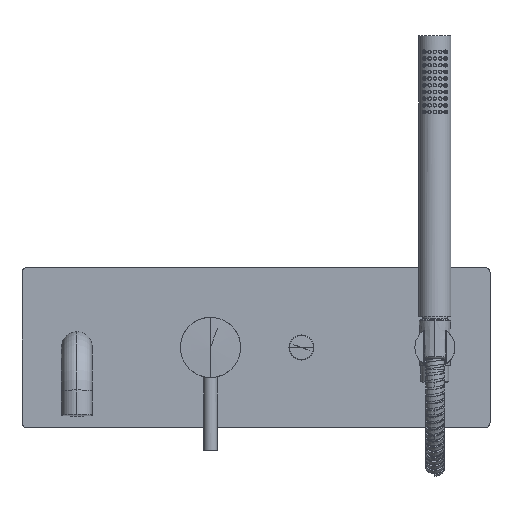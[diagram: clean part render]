
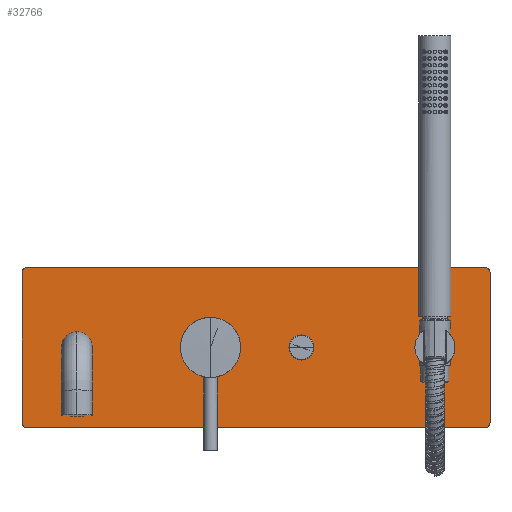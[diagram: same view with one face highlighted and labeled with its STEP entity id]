
A CAD part, top view. The second image highlights one B-rep face of the part: STEP entity #32766.
In plain terms, the highlighted planar face has unit normal (0, 0, 1).
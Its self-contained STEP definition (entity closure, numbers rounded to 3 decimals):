
#19753=CARTESIAN_POINT('',(-137.,-56.,46.));
#19754=DIRECTION('',(0.,0.,1.));
#19755=DIRECTION('',(-1.,0.,0.));
#19756=AXIS2_PLACEMENT_3D('',#19753,#19754,#19755);
#19758=DIRECTION('',(0.,-1.,0.));
#19759=VECTOR('',#19758,112.);
#19760=CARTESIAN_POINT('',(-141.,56.,46.));
#19761=LINE('',#19760,#19759);
#19762=CARTESIAN_POINT('',(-137.,56.,46.));
#19763=DIRECTION('',(0.,0.,1.));
#19764=DIRECTION('',(0.,1.,0.));
#19765=AXIS2_PLACEMENT_3D('',#19762,#19763,#19764);
#19767=DIRECTION('',(-1.,0.,0.));
#19768=VECTOR('',#19767,342.);
#19769=CARTESIAN_POINT('',(205.,60.,46.));
#19770=LINE('',#19769,#19768);
#19771=CARTESIAN_POINT('',(205.,56.,46.));
#19772=DIRECTION('',(0.,0.,1.));
#19773=DIRECTION('',(1.,0.,0.));
#19774=AXIS2_PLACEMENT_3D('',#19771,#19772,#19773);
#19776=DIRECTION('',(0.,1.,0.));
#19777=VECTOR('',#19776,112.);
#19778=CARTESIAN_POINT('',(209.,-56.,46.));
#19779=LINE('',#19778,#19777);
#19780=CARTESIAN_POINT('',(205.,-56.,46.));
#19781=DIRECTION('',(0.,0.,1.));
#19782=DIRECTION('',(0.,-1.,0.));
#19783=AXIS2_PLACEMENT_3D('',#19780,#19781,#19782);
#19785=DIRECTION('',(1.,0.,0.));
#19786=VECTOR('',#19785,342.);
#19787=CARTESIAN_POINT('',(-137.,-60.,46.));
#19788=LINE('',#19787,#19786);
#19789=CARTESIAN_POINT('',(167.8,0.,46.));
#19790=DIRECTION('',(0.,0.,-1.));
#19791=DIRECTION('',(1.,0.,0.));
#19792=AXIS2_PLACEMENT_3D('',#19789,#19790,#19791);
#19794=CARTESIAN_POINT('',(167.8,0.,46.));
#19795=DIRECTION('',(0.,0.,-1.));
#19796=DIRECTION('',(-1.,0.,0.));
#19797=AXIS2_PLACEMENT_3D('',#19794,#19795,#19796);
#19799=CARTESIAN_POINT('',(-100.,0.,46.));
#19800=DIRECTION('',(0.,0.,1.));
#19801=DIRECTION('',(0.,-1.,0.));
#19802=AXIS2_PLACEMENT_3D('',#19799,#19800,#19801);
#19804=CARTESIAN_POINT('',(-100.,0.,46.));
#19805=DIRECTION('',(0.,0.,1.));
#19806=DIRECTION('',(0.,1.,0.));
#19807=AXIS2_PLACEMENT_3D('',#19804,#19805,#19806);
#19877=CARTESIAN_POINT('',(68.,0.,46.));
#19878=DIRECTION('',(0.,0.,-1.));
#19879=DIRECTION('',(-1.,0.,0.));
#19880=AXIS2_PLACEMENT_3D('',#19877,#19878,#19879);
#19882=CARTESIAN_POINT('',(68.,0.,46.));
#19883=DIRECTION('',(0.,0.,-1.));
#19884=DIRECTION('',(1.,0.,0.));
#19885=AXIS2_PLACEMENT_3D('',#19882,#19883,#19884);
#20009=CARTESIAN_POINT('',(0.,0.,46.));
#20010=DIRECTION('',(0.,0.,-1.));
#20011=DIRECTION('',(-1.,0.,0.));
#20012=AXIS2_PLACEMENT_3D('',#20009,#20010,#20011);
#20019=CARTESIAN_POINT('',(0.,0.,46.));
#20020=DIRECTION('',(0.,0.,-1.));
#20021=DIRECTION('',(1.,0.,0.));
#20022=AXIS2_PLACEMENT_3D('',#20019,#20020,#20021);
#21442=CARTESIAN_POINT('',(-141.,-56.,46.));
#21443=VERTEX_POINT('',#21442);
#21444=CARTESIAN_POINT('',(-137.,-60.,46.));
#21445=VERTEX_POINT('',#21444);
#21450=CARTESIAN_POINT('',(-137.,60.,46.));
#21451=VERTEX_POINT('',#21450);
#21452=CARTESIAN_POINT('',(-141.,56.,46.));
#21453=VERTEX_POINT('',#21452);
#21458=CARTESIAN_POINT('',(209.,56.,46.));
#21459=VERTEX_POINT('',#21458);
#21460=CARTESIAN_POINT('',(205.,60.,46.));
#21461=VERTEX_POINT('',#21460);
#21466=CARTESIAN_POINT('',(205.,-60.,46.));
#21467=VERTEX_POINT('',#21466);
#21468=CARTESIAN_POINT('',(209.,-56.,46.));
#21469=VERTEX_POINT('',#21468);
#21486=CARTESIAN_POINT('',(182.8,0.,46.));
#21487=CARTESIAN_POINT('',(152.8,0.,46.));
#21488=VERTEX_POINT('',#21486);
#21489=VERTEX_POINT('',#21487);
#21909=CARTESIAN_POINT('',(-100.,-11.5,46.));
#21910=CARTESIAN_POINT('',(-100.,11.5,46.));
#21911=VERTEX_POINT('',#21909);
#21912=VERTEX_POINT('',#21910);
#21929=CARTESIAN_POINT('',(-22.4,0.,46.));
#21930=CARTESIAN_POINT('',(22.4,0.,46.));
#21931=VERTEX_POINT('',#21929);
#21932=VERTEX_POINT('',#21930);
#21933=CARTESIAN_POINT('',(58.65,0.,46.));
#21934=CARTESIAN_POINT('',(77.35,0.,46.));
#21935=VERTEX_POINT('',#21933);
#21936=VERTEX_POINT('',#21934);
#32721=CARTESIAN_POINT('',(34.,0.,46.));
#32722=DIRECTION('',(0.,0.,1.));
#32723=DIRECTION('',(0.,1.,0.));
#32724=AXIS2_PLACEMENT_3D('',#32721,#32722,#32723);
#32725=PLANE('',#32724);
#32727=ORIENTED_EDGE('',*,*,#32726,.F.);
#32729=ORIENTED_EDGE('',*,*,#32728,.F.);
#32731=ORIENTED_EDGE('',*,*,#32730,.F.);
#32733=ORIENTED_EDGE('',*,*,#32732,.F.);
#32735=ORIENTED_EDGE('',*,*,#32734,.F.);
#32737=ORIENTED_EDGE('',*,*,#32736,.F.);
#32739=ORIENTED_EDGE('',*,*,#32738,.F.);
#32741=ORIENTED_EDGE('',*,*,#32740,.F.);
#32742=EDGE_LOOP('',(#32727,#32729,#32731,#32733,#32735,#32737,#32739,#32741));
#32743=FACE_OUTER_BOUND('',#32742,.F.);
#32745=ORIENTED_EDGE('',*,*,#32744,.F.);
#32747=ORIENTED_EDGE('',*,*,#32746,.F.);
#32748=EDGE_LOOP('',(#32745,#32747));
#32749=FACE_BOUND('',#32748,.F.);
#32751=ORIENTED_EDGE('',*,*,#32750,.F.);
#32753=ORIENTED_EDGE('',*,*,#32752,.F.);
#32754=EDGE_LOOP('',(#32751,#32753));
#32755=FACE_BOUND('',#32754,.F.);
#32756=ORIENTED_EDGE('',*,*,#32614,.F.);
#32757=ORIENTED_EDGE('',*,*,#22544,.F.);
#32758=EDGE_LOOP('',(#32756,#32757));
#32759=FACE_BOUND('',#32758,.F.);
#32761=ORIENTED_EDGE('',*,*,#32760,.T.);
#32763=ORIENTED_EDGE('',*,*,#32762,.T.);
#32764=EDGE_LOOP('',(#32761,#32763));
#32765=FACE_BOUND('',#32764,.F.);
#32766=ADVANCED_FACE('',(#32743,#32749,#32755,#32759,#32765),#32725,.T.);
#19757=CIRCLE('',#19756,4.);
#19766=CIRCLE('',#19765,4.);
#19775=CIRCLE('',#19774,4.);
#19784=CIRCLE('',#19783,4.);
#19793=CIRCLE('',#19792,15.);
#19798=CIRCLE('',#19797,15.);
#19803=CIRCLE('',#19802,11.5);
#19808=CIRCLE('',#19807,11.5);
#19881=CIRCLE('',#19880,9.35);
#19886=CIRCLE('',#19885,9.35);
#20013=CIRCLE('',#20012,22.4);
#20023=CIRCLE('',#20022,22.4);
#22544=EDGE_CURVE('',#21489,#21488,#19798,.T.);
#32614=EDGE_CURVE('',#21488,#21489,#19793,.T.);
#32726=EDGE_CURVE('',#21443,#21445,#19757,.T.);
#32728=EDGE_CURVE('',#21453,#21443,#19761,.T.);
#32730=EDGE_CURVE('',#21451,#21453,#19766,.T.);
#32732=EDGE_CURVE('',#21461,#21451,#19770,.T.);
#32734=EDGE_CURVE('',#21459,#21461,#19775,.T.);
#32736=EDGE_CURVE('',#21469,#21459,#19779,.T.);
#32738=EDGE_CURVE('',#21467,#21469,#19784,.T.);
#32740=EDGE_CURVE('',#21445,#21467,#19788,.T.);
#32744=EDGE_CURVE('',#21935,#21936,#19881,.T.);
#32746=EDGE_CURVE('',#21936,#21935,#19886,.T.);
#32750=EDGE_CURVE('',#21931,#21932,#20013,.T.);
#32752=EDGE_CURVE('',#21932,#21931,#20023,.T.);
#32760=EDGE_CURVE('',#21911,#21912,#19803,.T.);
#32762=EDGE_CURVE('',#21912,#21911,#19808,.T.);
